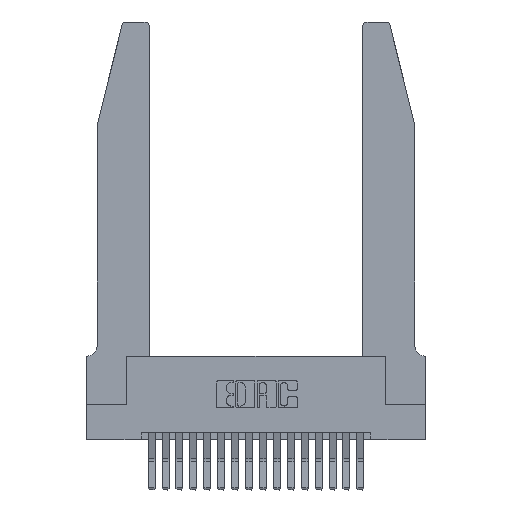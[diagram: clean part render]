
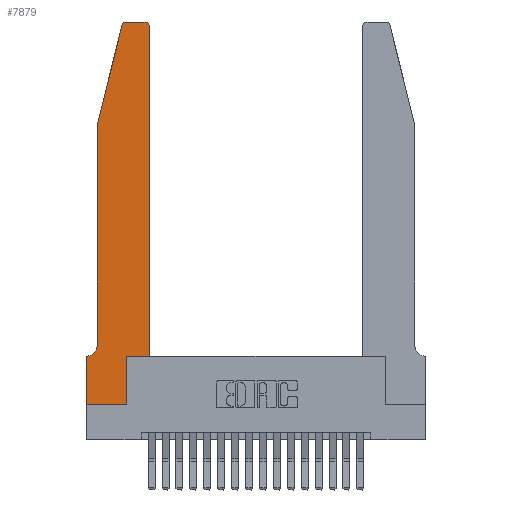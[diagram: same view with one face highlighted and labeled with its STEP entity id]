
A CAD part, top view. The second image highlights one B-rep face of the part: STEP entity #7879.
In plain terms, the highlighted planar face has unit normal (0, 0, 1).
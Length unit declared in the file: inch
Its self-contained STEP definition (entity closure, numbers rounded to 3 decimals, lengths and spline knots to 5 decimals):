
#242 = ORIENTED_EDGE ( 'NONE', *, *, #17343, .T. ) ;
#735 = PLANE ( 'NONE',  #13477 ) ;
#1136 = CARTESIAN_POINT ( 'NONE',  ( 0.0055, 0.42, 0.37 ) ) ;
#1140 = ORIENTED_EDGE ( 'NONE', *, *, #2238, .T. ) ;
#1166 = ORIENTED_EDGE ( 'NONE', *, *, #4612, .T. ) ;
#1244 = VERTEX_POINT ( 'NONE', #4556 ) ;
#1348 = LINE ( 'NONE', #3218, #17930 ) ;
#1420 = ORIENTED_EDGE ( 'NONE', *, *, #3827, .T. ) ;
#1498 = EDGE_CURVE ( 'NONE', #17760, #11365, #5602, .T. ) ;
#1530 = VERTEX_POINT ( 'NONE', #4419 ) ;
#1617 = CARTESIAN_POINT ( 'NONE',  ( 0.4205, 2.72, 0.37 ) ) ;
#1656 = VECTOR ( 'NONE', #20364, 39.37008 ) ;
#2238 = EDGE_CURVE ( 'NONE', #8671, #13221, #1348, .T. ) ;
#2594 = EDGE_CURVE ( 'NONE', #11136, #4737, #16184, .T. ) ;
#2642 = EDGE_CURVE ( 'NONE', #1530, #17518, #7283, .T. ) ;
#2730 = CARTESIAN_POINT ( 'NONE',  ( 0., 0.35, 0.37 ) ) ;
#2766 = ORIENTED_EDGE ( 'NONE', *, *, #15740, .T. ) ;
#2886 = DIRECTION ( 'NONE',  ( -1., 0., 0. ) ) ;
#3104 = EDGE_CURVE ( 'NONE', #7602, #9858, #11990, .T. ) ;
#3124 = CARTESIAN_POINT ( 'NONE',  ( 0.4505, 0.35, 0.37 ) ) ;
#3161 = LINE ( 'NONE', #19620, #3692 ) ;
#3218 = CARTESIAN_POINT ( 'NONE',  ( 0.0755, 0.35, 0.37 ) ) ;
#3337 = DIRECTION ( 'NONE',  ( 1., 0., 0. ) ) ;
#3461 = VECTOR ( 'NONE', #10718, 39.37008 ) ;
#3692 = VECTOR ( 'NONE', #11735, 39.37008 ) ;
#3827 = EDGE_CURVE ( 'NONE', #13221, #1244, #18681, .T. ) ;
#3874 = VECTOR ( 'NONE', #19400, 39.37008 ) ;
#3907 = CARTESIAN_POINT ( 'NONE',  ( 0.0755, 2., 0.37 ) ) ;
#4419 = CARTESIAN_POINT ( 'NONE',  ( 0.4205, 2.75, 0.37 ) ) ;
#4556 = CARTESIAN_POINT ( 'NONE',  ( 0., 0., 0.37 ) ) ;
#4608 = AXIS2_PLACEMENT_3D ( 'NONE', #1136, #12506, #2886 ) ;
#4612 = EDGE_CURVE ( 'NONE', #9186, #8671, #17904, .T. ) ;
#4708 = CARTESIAN_POINT ( 'NONE',  ( 0.0055, 0.35, 0.37 ) ) ;
#4737 = VERTEX_POINT ( 'NONE', #6382 ) ;
#4745 = ORIENTED_EDGE ( 'NONE', *, *, #3104, .T. ) ;
#4795 = AXIS2_PLACEMENT_3D ( 'NONE', #1617, #12942, #3337 ) ;
#5312 = ORIENTED_EDGE ( 'NONE', *, *, #9209, .T. ) ;
#5602 = LINE ( 'NONE', #17123, #1656 ) ;
#5875 = CIRCLE ( 'NONE', #12961, 0.03 ) ;
#6208 = CARTESIAN_POINT ( 'NONE',  ( 0.0755, 0.42, 0.37 ) ) ;
#6274 = DIRECTION ( 'NONE',  ( 0., 0., 1. ) ) ;
#6382 = CARTESIAN_POINT ( 'NONE',  ( 0.4505, 2.72, 0.37 ) ) ;
#6399 = VECTOR ( 'NONE', #10611, 39.37008 ) ;
#7283 = LINE ( 'NONE', #8889, #19410 ) ;
#7602 = VERTEX_POINT ( 'NONE', #9974 ) ;
#7879 = ADVANCED_FACE ( 'NONE', ( #10375 ), #735, .T. ) ;
#8416 = CARTESIAN_POINT ( 'NONE',  ( 0., 0., 0.37 ) ) ;
#8671 = VERTEX_POINT ( 'NONE', #4708 ) ;
#8745 = EDGE_CURVE ( 'NONE', #4737, #1530, #19746, .T. ) ;
#8756 = DIRECTION ( 'NONE',  ( 0., 1., 0. ) ) ;
#8889 = CARTESIAN_POINT ( 'NONE',  ( 0.2605, 2.75, 0.37 ) ) ;
#8986 = DIRECTION ( 'NONE',  ( 1., 0., 0. ) ) ;
#9186 = VERTEX_POINT ( 'NONE', #6208 ) ;
#9209 = EDGE_CURVE ( 'NONE', #17518, #7602, #5875, .T. ) ;
#9404 = DIRECTION ( 'NONE',  ( -1., 0., 0. ) ) ;
#9444 = CARTESIAN_POINT ( 'NONE',  ( 0.4505, 0.35, 0.37 ) ) ;
#9858 = VERTEX_POINT ( 'NONE', #20376 ) ;
#9974 = CARTESIAN_POINT ( 'NONE',  ( 0.25487, 2.72718, 0.37 ) ) ;
#10003 = DIRECTION ( 'NONE',  ( 0., -1., 0. ) ) ;
#10375 = FACE_OUTER_BOUND ( 'NONE', #15350, .T. ) ;
#10571 = ORIENTED_EDGE ( 'NONE', *, *, #1498, .T. ) ;
#10611 = DIRECTION ( 'NONE',  ( 1., 0., 0. ) ) ;
#10718 = DIRECTION ( 'NONE',  ( -0.239, -0.971, 0. ) ) ;
#11136 = VERTEX_POINT ( 'NONE', #3124 ) ;
#11365 = VERTEX_POINT ( 'NONE', #16651 ) ;
#11735 = DIRECTION ( 'NONE',  ( 1., 0., 0. ) ) ;
#11990 = LINE ( 'NONE', #3907, #3461 ) ;
#12376 = LINE ( 'NONE', #17789, #3874 ) ;
#12506 = DIRECTION ( 'NONE',  ( 0., 0., -1. ) ) ;
#12942 = DIRECTION ( 'NONE',  ( 0., 0., 1. ) ) ;
#12961 = AXIS2_PLACEMENT_3D ( 'NONE', #15749, #6274, #17340 ) ;
#13221 = VERTEX_POINT ( 'NONE', #2730 ) ;
#13477 = AXIS2_PLACEMENT_3D ( 'NONE', #16884, #18480, #8986 ) ;
#14302 = ORIENTED_EDGE ( 'NONE', *, *, #2642, .T. ) ;
#14487 = VECTOR ( 'NONE', #10003, 39.37008 ) ;
#15174 = CARTESIAN_POINT ( 'NONE',  ( 0.2865, 0., 0.37 ) ) ;
#15350 = EDGE_LOOP ( 'NONE', ( #14302, #5312, #4745, #20241, #1166, #1140, #1420, #242, #10571, #2766, #19504, #17734 ) ) ;
#15400 = EDGE_CURVE ( 'NONE', #9858, #9186, #12376, .T. ) ;
#15740 = EDGE_CURVE ( 'NONE', #11365, #11136, #19014, .T. ) ;
#15749 = CARTESIAN_POINT ( 'NONE',  ( 0.284, 2.72, 0.37 ) ) ;
#16184 = LINE ( 'NONE', #9444, #20908 ) ;
#16651 = CARTESIAN_POINT ( 'NONE',  ( 0.2865, 0.35, 0.37 ) ) ;
#16884 = CARTESIAN_POINT ( 'NONE',  ( 0., 0.35, 0.37 ) ) ;
#17123 = CARTESIAN_POINT ( 'NONE',  ( 0.2865, 0.35, 0.37 ) ) ;
#17340 = DIRECTION ( 'NONE',  ( 1., 0., 0. ) ) ;
#17341 = DIRECTION ( 'NONE',  ( -1., 0., 0. ) ) ;
#17343 = EDGE_CURVE ( 'NONE', #1244, #17760, #3161, .T. ) ;
#17518 = VERTEX_POINT ( 'NONE', #17656 ) ;
#17656 = CARTESIAN_POINT ( 'NONE',  ( 0.284, 2.75, 0.37 ) ) ;
#17734 = ORIENTED_EDGE ( 'NONE', *, *, #8745, .T. ) ;
#17760 = VERTEX_POINT ( 'NONE', #15174 ) ;
#17789 = CARTESIAN_POINT ( 'NONE',  ( 0.0755, 2., 0.37 ) ) ;
#17904 = CIRCLE ( 'NONE', #4608, 0.07 ) ;
#17930 = VECTOR ( 'NONE', #17341, 39.37008 ) ;
#18480 = DIRECTION ( 'NONE',  ( 0., 0., 1. ) ) ;
#18485 = CARTESIAN_POINT ( 'NONE',  ( 0.4505, 0.35, 0.37 ) ) ;
#18681 = LINE ( 'NONE', #8416, #14487 ) ;
#19014 = LINE ( 'NONE', #18485, #6399 ) ;
#19400 = DIRECTION ( 'NONE',  ( 0., -1., 0. ) ) ;
#19410 = VECTOR ( 'NONE', #9404, 39.37008 ) ;
#19504 = ORIENTED_EDGE ( 'NONE', *, *, #2594, .T. ) ;
#19620 = CARTESIAN_POINT ( 'NONE',  ( 0., 0., 0.37 ) ) ;
#19746 = CIRCLE ( 'NONE', #4795, 0.03 ) ;
#20241 = ORIENTED_EDGE ( 'NONE', *, *, #15400, .T. ) ;
#20364 = DIRECTION ( 'NONE',  ( 0., 1., 0. ) ) ;
#20376 = CARTESIAN_POINT ( 'NONE',  ( 0.0755, 2., 0.37 ) ) ;
#20908 = VECTOR ( 'NONE', #8756, 39.37008 ) ;
